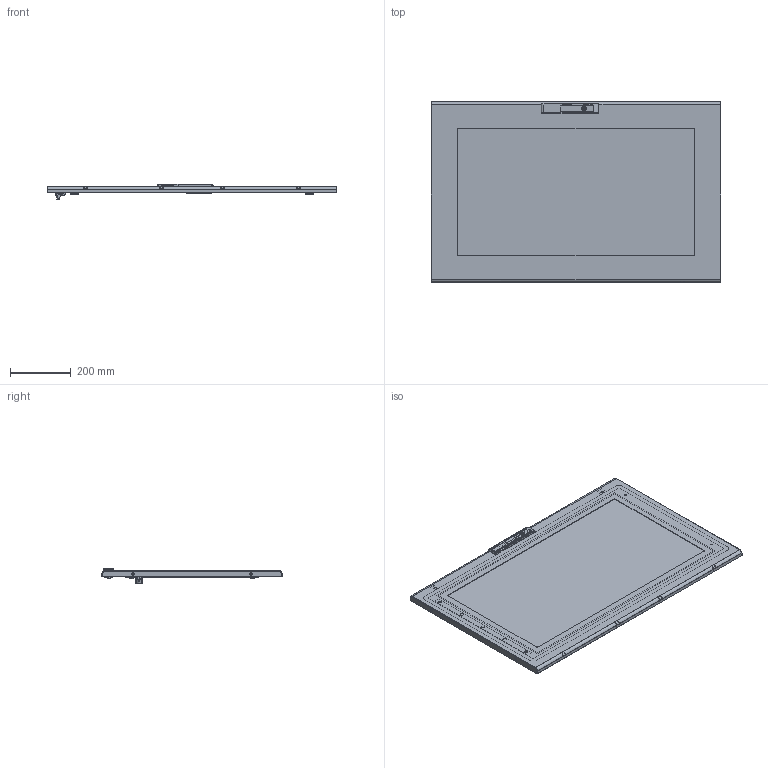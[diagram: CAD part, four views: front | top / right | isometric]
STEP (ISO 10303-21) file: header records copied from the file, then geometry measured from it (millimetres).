
FILE_DESCRIPTION (( 'STEP AP203' ), '1' );
FILE_NAME ('1000x600.step', '2011-12-15T07:20:19', ( 'User' ), ( 'DKC' ), 'SwSTEP 2.0', 'SolidWorks 2011', '' );
FILE_SCHEMA (( 'CONFIG_CONTROL_DESIGN' ));
Products named in the file (31): Ingranaggio per cariglione modificated_AC00C388; inserto chiave per maniglia RAM BLOCK_AC00C389; Sealing ring; basetta esterna_AC00C506; maniglia RAM BLOCK modificated_AC00C505; AC00C400 Quadro IP55 Guida aste_Default; Sviluppo porta transparente quadro_1000X600; sealant for sviluppo porta quadro_1000x600; hermetic for transparente door_1000x600; Montante verticale + Traversa orizzontale interno porta_Traversa orizzontale 600; Vetro porta quadro_R5CPTE1060; Sostegno autoallineante per porta AC00C446; Çåðêàëüíî îòðàçèòüterminator for door.SLDPRT2; Çåðêàëüíî îòðàçèòüboccola AC00C378; Çåðêàëüíî îòðàçèòüribattino AC00C377; terminator for door.SLDPRT; boccola AC00C378; ribattino AC00C377; AC00C254_Default; Hex Flange Bolt M6x10_ISO 4162 - M6 x 12 x 12-S; Wood screw 4.2x13_R5A07; Nut M6_Hexagon Nut ISO - 4034 - M6 - S; AC00C184 dado telaio interno porta_Default; land; hinge AC00C170_Default; distanziale di gomma per RAM BLOCK_AC00C390; linguetta_AC00C387; ASTINA Inferiore_1000; ASTINA Superiore_1000; RAMBLOCK montata modificated_Default; 1000x600
Assembly tree (49 placements, depth 3):
  1000x600
    Wood screw 4.2x13_R5A07  x5
    Nut M6_Hexagon Nut ISO - 4034 - M6 - S  x2
    hinge AC00C170_Default  x4
    ASTINA Superiore_1000
    AC00C400 Quadro IP55 Guida aste_Default  x2
    Sviluppo porta transparente quadro_1000X600
    Montante verticale + Traversa orizzontale interno porta_Traversa orizzontale 600
    AC00C254_Default  x4
    ASTINA Inferiore_1000
    Çåðêàëüíî îòðàçèòüterminator for door.SLDPRT2
      Çåðêàëüíî îòðàçèòüboccola AC00C378
      Çåðêàëüíî îòðàçèòüribattino AC00C377
    terminator for door.SLDPRT
      boccola AC00C378
      ribattino AC00C377
    distanziale di gomma per RAM BLOCK_AC00C390  x2
    Sostegno autoallineante per porta AC00C446
    land  x6
    AC00C184 dado telaio interno porta_Default  x2
    Vetro porta quadro_R5CPTE1060
    RAMBLOCK montata modificated_Default
      basetta esterna_AC00C506
      Ingranaggio per cariglione modificated_AC00C388
      maniglia RAM BLOCK modificated_AC00C505
      inserto chiave per maniglia RAM BLOCK_AC00C389
      Sealing ring
    sealant for sviluppo porta quadro_1000x600
    hermetic for transparente door_1000x600
    linguetta_AC00C387
    Hex Flange Bolt M6x10_ISO 4162 - M6 x 12 x 12-S
Bounding box: 955 x 594 x 52.66 mm (x, y, z)
Volume: 2628486.7 mm3; surface area: 1738438.1 mm2
Topology: 52 solids, 52 shells, 4153 faces, 11342 edges, 7326 vertices
Faces by surface type: bspline 1737, cylinder 1102, plane 883, cone 385, torus 36, sphere 10
Entity records: 129425 total; most frequent: CARTESIAN_POINT 87003, ORIENTED_EDGE 8786, DIRECTION 7164, EDGE_CURVE 4393, VERTEX_POINT 2804, AXIS2_PLACEMENT_3D 2554, VECTOR 2056, LINE 2056
